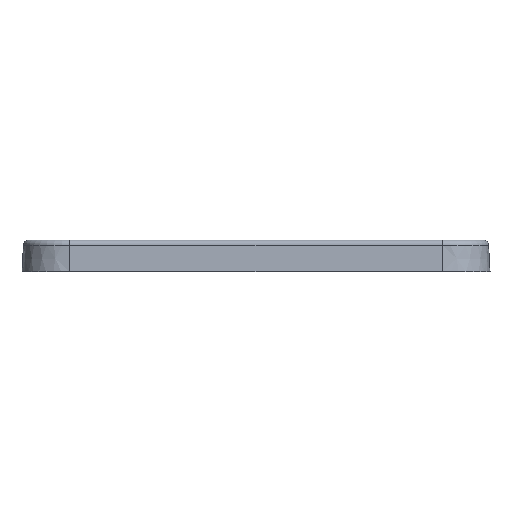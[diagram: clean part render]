
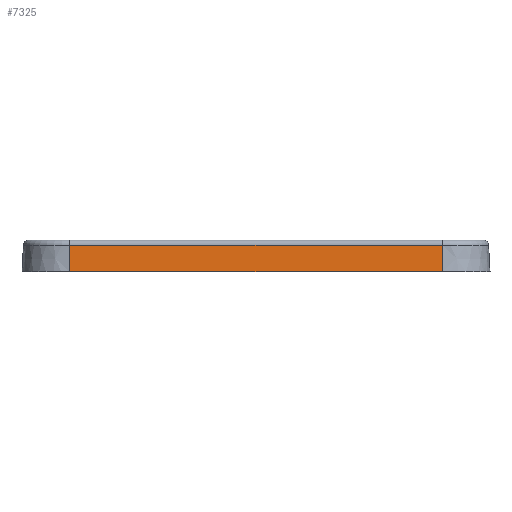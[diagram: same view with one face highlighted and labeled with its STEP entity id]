
A CAD part, front view. The second image highlights one B-rep face of the part: STEP entity #7325.
In plain terms, the highlighted planar face has unit normal (0, -0.999, 0.052).
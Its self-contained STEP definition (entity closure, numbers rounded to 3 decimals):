
#1435 = FACE_OUTER_BOUND ( 'NONE', #11281, .T. ) ;
#4025 = CARTESIAN_POINT ( 'NONE',  ( 5., 0.499, -0.026 ) ) ;
#4027 = DIRECTION ( 'NONE',  ( 0., -0.052, -0.999 ) ) ;
#4030 = DIRECTION ( 'NONE',  ( 0., -0.052, -0.999 ) ) ;
#4032 = CARTESIAN_POINT ( 'NONE',  ( 40., 0.499, -0.026 ) ) ;
#4035 = DIRECTION ( 'NONE',  ( -1., 0., 0. ) ) ;
#4037 = DIRECTION ( 'NONE',  ( 1., 0., 0. ) ) ;
#4040 = CARTESIAN_POINT ( 'NONE',  ( 5., 0.501, 0. ) ) ;
#4048 = CARTESIAN_POINT ( 'NONE',  ( 5., 0.633, 2.526 ) ) ;
#4402 = CARTESIAN_POINT ( 'NONE',  ( 5., 0.501, 0. ) ) ;
#4822 = CARTESIAN_POINT ( 'NONE',  ( 5., 0.633, 2.526 ) ) ;
#4878 = CARTESIAN_POINT ( 'NONE',  ( 40., 0.501, 0. ) ) ;
#4879 = CARTESIAN_POINT ( 'NONE',  ( 40., 0.633, 2.526 ) ) ;
#5896 = EDGE_CURVE ( 'NONE', #13364, #15013, #8564, .T. ) ;
#5897 = EDGE_CURVE ( 'NONE', #15014, #14700, #8562, .T. ) ;
#5898 = EDGE_CURVE ( 'NONE', #15014, #15013, #8568, .T. ) ;
#5902 = EDGE_CURVE ( 'NONE', #14700, #13364, #8575, .T. ) ;
#7325 = ADVANCED_FACE ( 'NONE', ( #1435 ), #14359, .T. ) ;
#8562 = LINE ( 'NONE', #4048, #8569 ) ;
#8564 = LINE ( 'NONE', #4040, #8567 ) ;
#8567 = VECTOR ( 'NONE', #4037, 1000. ) ;
#8568 = LINE ( 'NONE', #4032, #8571 ) ;
#8569 = VECTOR ( 'NONE', #4035, 1000. ) ;
#8571 = VECTOR ( 'NONE', #4030, 1000. ) ;
#8575 = LINE ( 'NONE', #4025, #8577 ) ;
#8577 = VECTOR ( 'NONE', #4027, 1000. ) ;
#11281 = EDGE_LOOP ( 'NONE', ( #14143, #14144, #14146, #14145 ) ) ;
#13364 = VERTEX_POINT ( 'NONE', #4402 ) ;
#13967 = AXIS2_PLACEMENT_3D ( 'NONE', #14357, #14362, #14363 ) ;
#14143 = ORIENTED_EDGE ( 'NONE', *, *, #5898, .F. ) ;
#14144 = ORIENTED_EDGE ( 'NONE', *, *, #5897, .T. ) ;
#14145 = ORIENTED_EDGE ( 'NONE', *, *, #5896, .T. ) ;
#14146 = ORIENTED_EDGE ( 'NONE', *, *, #5902, .T. ) ;
#14357 = CARTESIAN_POINT ( 'NONE',  ( 5., 0.499, -0.026 ) ) ;
#14359 = PLANE ( 'NONE',  #13967 ) ;
#14362 = DIRECTION ( 'NONE',  ( 0., -0.999, 0.052 ) ) ;
#14363 = DIRECTION ( 'NONE',  ( 0., -0.052, -0.999 ) ) ;
#14700 = VERTEX_POINT ( 'NONE', #4822 ) ;
#15013 = VERTEX_POINT ( 'NONE', #4878 ) ;
#15014 = VERTEX_POINT ( 'NONE', #4879 ) ;
